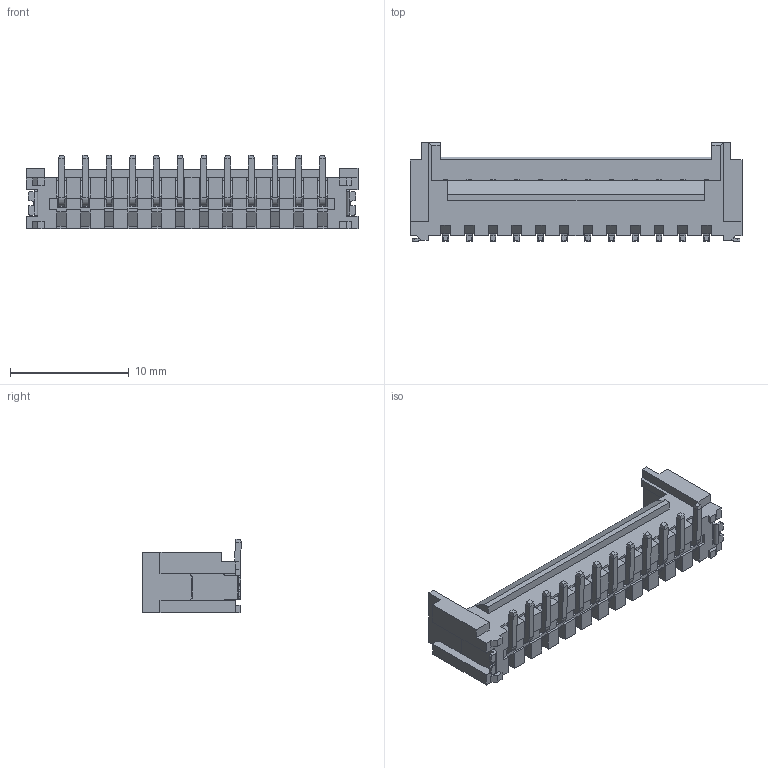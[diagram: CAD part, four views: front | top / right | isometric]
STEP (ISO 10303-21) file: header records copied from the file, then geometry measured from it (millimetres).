
FILE_DESCRIPTION (( 'STEP AP214' ), '1' );
FILE_NAME ('WF09-0N12T83N11.STEP', '2023-08-11T15:05:29', ( '' ), ( '' ), 'SwSTEP 2.0', 'SolidWorks 2023', '' );
FILE_SCHEMA (( 'AUTOMOTIVE_DESIGN' ));
Length unit declared in the file: millimetre
Products named in the file (1): WF09-0N12T83N11
Bounding box: 28 x 8.3 x 6.22 mm (x, y, z)
Volume: 398.8 mm3; surface area: 1232 mm2
Topology: 1 solids, 1 shells, 655 faces, 1757 edges, 1120 vertices
Faces by surface type: plane 597, cylinder 58
Entity records: 26311 total; most frequent: CARTESIAN_POINT 3557, ORIENTED_EDGE 3514, DIRECTION 3181, EDGE_CURVE 1757, LINE 1629, VECTOR 1629, VERTEX_POINT 1120, AXIS2_PLACEMENT_3D 776
